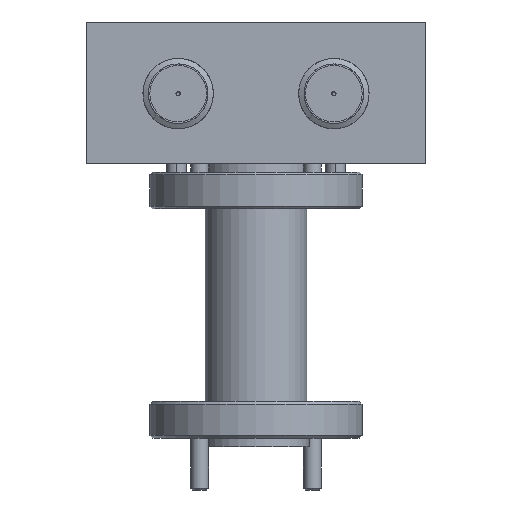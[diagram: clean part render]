
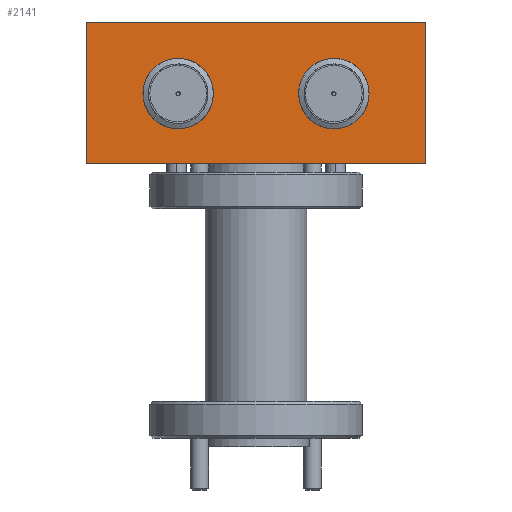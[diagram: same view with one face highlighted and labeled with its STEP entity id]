
A CAD part, front view. The second image highlights one B-rep face of the part: STEP entity #2141.
In plain terms, the highlighted planar face has unit normal (0, -1, 0).
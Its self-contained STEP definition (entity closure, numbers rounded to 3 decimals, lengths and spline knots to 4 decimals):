
#425 = CARTESIAN_POINT ( 'NONE',  ( -1.0113, -0.4191, 0.0488 ) ) ;
#1884 = VECTOR ( 'NONE', #54871, 39.3701 ) ;
#2141 = ADVANCED_FACE ( 'NONE', ( #28591, #15677, #6253 ), #33338, .T. ) ;
#2776 = VERTEX_POINT ( 'NONE', #16155 ) ;
#2837 = CARTESIAN_POINT ( 'NONE',  ( -1.3363, -0.4191, -0.1982 ) ) ;
#3559 = CARTESIAN_POINT ( 'NONE',  ( -0.4613, -0.4191, 0.1593 ) ) ;
#4586 = VERTEX_POINT ( 'NONE', #3559 ) ;
#6114 = VERTEX_POINT ( 'NONE', #53769 ) ;
#6253 = FACE_OUTER_BOUND ( 'NONE', #36924, .T. ) ;
#7445 = VECTOR ( 'NONE', #37292, 39.3701 ) ;
#7491 = CARTESIAN_POINT ( 'NONE',  ( -0.4613, -0.4191, 0.0488 ) ) ;
#7676 = EDGE_CURVE ( 'NONE', #6114, #34360, #50568, .T. ) ;
#8043 = ORIENTED_EDGE ( 'NONE', *, *, #7676, .F. ) ;
#8514 = VERTEX_POINT ( 'NONE', #42213 ) ;
#8960 = LINE ( 'NONE', #37739, #52400 ) ;
#11507 = CIRCLE ( 'NONE', #33664, 0.1105 ) ;
#12482 = EDGE_CURVE ( 'NONE', #24512, #30406, #33320, .T. ) ;
#12701 = ORIENTED_EDGE ( 'NONE', *, *, #50415, .F. ) ;
#12803 = DIRECTION ( 'NONE',  ( 0., 0., -1. ) ) ;
#13817 = ORIENTED_EDGE ( 'NONE', *, *, #49393, .T. ) ;
#13933 = DIRECTION ( 'NONE',  ( 0., -1., 0. ) ) ;
#15536 = CARTESIAN_POINT ( 'NONE',  ( -0.7363, -0.4191, 0.3018 ) ) ;
#15677 = FACE_BOUND ( 'NONE', #27256, .T. ) ;
#16155 = CARTESIAN_POINT ( 'NONE',  ( -0.4613, -0.4191, -0.0617 ) ) ;
#16665 = ORIENTED_EDGE ( 'NONE', *, *, #17060, .F. ) ;
#17060 = EDGE_CURVE ( 'NONE', #8514, #24512, #37103, .T. ) ;
#17340 = CARTESIAN_POINT ( 'NONE',  ( -1.0113, -0.4191, 0.0488 ) ) ;
#17412 = CARTESIAN_POINT ( 'NONE',  ( -0.4613, -0.4191, 0.0488 ) ) ;
#17722 = CARTESIAN_POINT ( 'NONE',  ( -0.1363, -0.4191, -0.1982 ) ) ;
#18687 = ORIENTED_EDGE ( 'NONE', *, *, #53679, .F. ) ;
#20128 = EDGE_CURVE ( 'NONE', #2776, #4586, #37350, .T. ) ;
#22330 = DIRECTION ( 'NONE',  ( 0., -1., 0. ) ) ;
#24188 = CIRCLE ( 'NONE', #29596, 0.1105 ) ;
#24512 = VERTEX_POINT ( 'NONE', #32232 ) ;
#24537 = DIRECTION ( 'NONE',  ( 0., -1., 0. ) ) ;
#26504 = AXIS2_PLACEMENT_3D ( 'NONE', #17340, #47644, #34792 ) ;
#26687 = VERTEX_POINT ( 'NONE', #32911 ) ;
#27256 = EDGE_LOOP ( 'NONE', ( #41398, #12701 ) ) ;
#28457 = DIRECTION ( 'NONE',  ( 1., 0., 0. ) ) ;
#28591 = FACE_BOUND ( 'NONE', #34793, .T. ) ;
#28809 = CARTESIAN_POINT ( 'NONE',  ( -0.7363, -0.4191, 0.3018 ) ) ;
#29596 = AXIS2_PLACEMENT_3D ( 'NONE', #17412, #22330, #39203 ) ;
#30406 = VERTEX_POINT ( 'NONE', #2837 ) ;
#30409 = ORIENTED_EDGE ( 'NONE', *, *, #12482, .F. ) ;
#32232 = CARTESIAN_POINT ( 'NONE',  ( -0.1363, -0.4191, -0.1982 ) ) ;
#32911 = CARTESIAN_POINT ( 'NONE',  ( -1.3363, -0.4191, 0.3018 ) ) ;
#33320 = LINE ( 'NONE', #17722, #38739 ) ;
#33338 = PLANE ( 'NONE',  #49589 ) ;
#33664 = AXIS2_PLACEMENT_3D ( 'NONE', #425, #13933, #48425 ) ;
#34360 = VERTEX_POINT ( 'NONE', #56098 ) ;
#34792 = DIRECTION ( 'NONE',  ( 0., 0., -1. ) ) ;
#34793 = EDGE_LOOP ( 'NONE', ( #18687, #8043 ) ) ;
#36059 = EDGE_CURVE ( 'NONE', #8514, #26687, #50188, .T. ) ;
#36924 = EDGE_LOOP ( 'NONE', ( #13817, #30409, #16665, #44096 ) ) ;
#37103 = LINE ( 'NONE', #51027, #1884 ) ;
#37292 = DIRECTION ( 'NONE',  ( -1., 0., 0. ) ) ;
#37350 = CIRCLE ( 'NONE', #42119, 0.1105 ) ;
#37739 = CARTESIAN_POINT ( 'NONE',  ( -1.3363, -0.4191, 0.3018 ) ) ;
#38739 = VECTOR ( 'NONE', #38929, 39.3701 ) ;
#38929 = DIRECTION ( 'NONE',  ( -1., 0., 0. ) ) ;
#39203 = DIRECTION ( 'NONE',  ( 0., 0., -1. ) ) ;
#41398 = ORIENTED_EDGE ( 'NONE', *, *, #20128, .F. ) ;
#41850 = DIRECTION ( 'NONE',  ( 0., -1., 0. ) ) ;
#42119 = AXIS2_PLACEMENT_3D ( 'NONE', #7491, #24537, #12803 ) ;
#42213 = CARTESIAN_POINT ( 'NONE',  ( -0.1363, -0.4191, 0.3018 ) ) ;
#44096 = ORIENTED_EDGE ( 'NONE', *, *, #36059, .T. ) ;
#47644 = DIRECTION ( 'NONE',  ( 0., -1., 0. ) ) ;
#48425 = DIRECTION ( 'NONE',  ( 0., 0., -1. ) ) ;
#49393 = EDGE_CURVE ( 'NONE', #26687, #30406, #8960, .T. ) ;
#49589 = AXIS2_PLACEMENT_3D ( 'NONE', #28809, #41850, #28457 ) ;
#50188 = LINE ( 'NONE', #15536, #7445 ) ;
#50415 = EDGE_CURVE ( 'NONE', #4586, #2776, #24188, .T. ) ;
#50568 = CIRCLE ( 'NONE', #26504, 0.1105 ) ;
#51027 = CARTESIAN_POINT ( 'NONE',  ( -0.1363, -0.4191, 0.3018 ) ) ;
#52400 = VECTOR ( 'NONE', #55441, 39.3701 ) ;
#53679 = EDGE_CURVE ( 'NONE', #34360, #6114, #11507, .T. ) ;
#53769 = CARTESIAN_POINT ( 'NONE',  ( -1.0113, -0.4191, 0.1593 ) ) ;
#54871 = DIRECTION ( 'NONE',  ( 0., 0., -1. ) ) ;
#55441 = DIRECTION ( 'NONE',  ( 0., 0., -1. ) ) ;
#56098 = CARTESIAN_POINT ( 'NONE',  ( -1.0113, -0.4191, -0.0617 ) ) ;
